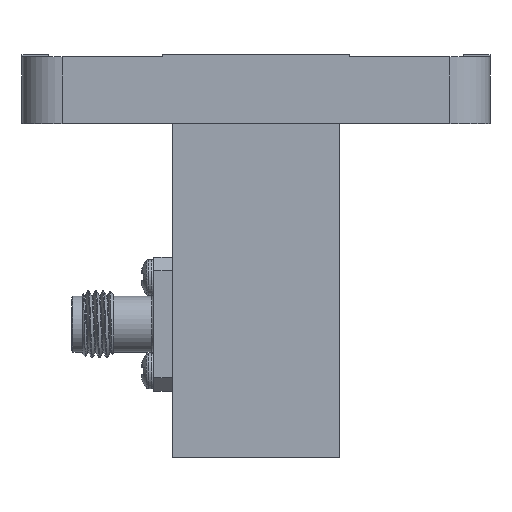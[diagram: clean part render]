
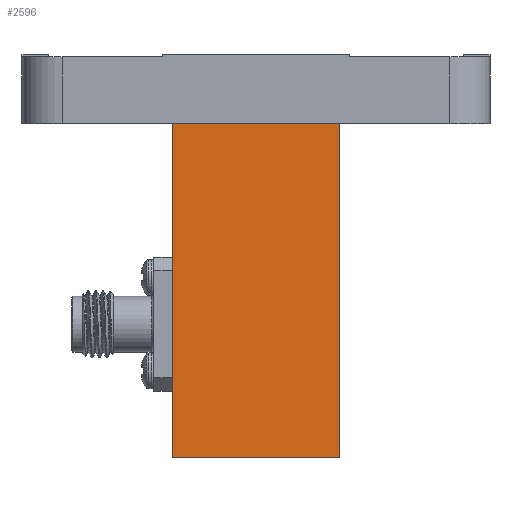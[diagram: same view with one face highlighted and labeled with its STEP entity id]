
A CAD part, left-side view. The second image highlights one B-rep face of the part: STEP entity #2596.
In plain terms, the highlighted planar face has unit normal (-1, 0, 0).
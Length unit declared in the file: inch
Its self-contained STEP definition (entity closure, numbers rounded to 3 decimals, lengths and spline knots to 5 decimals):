
#136 = LINE ( 'NONE', #10000, #5584 ) ;
#513 = EDGE_CURVE ( 'NONE', #9295, #5099, #5103, .T. ) ;
#1352 = DIRECTION ( 'NONE',  ( 0., 0., 1. ) ) ;
#1508 = DIRECTION ( 'NONE',  ( -1., 0., 0. ) ) ;
#2395 = DIRECTION ( 'NONE',  ( 0., 0., 1. ) ) ;
#2507 = EDGE_LOOP ( 'NONE', ( #13381, #9525, #14453, #9001 ) ) ;
#2563 = CARTESIAN_POINT ( 'NONE',  ( -0.625, -0.3125, -1.5 ) ) ;
#2596 = ADVANCED_FACE ( 'NONE', ( #13628 ), #14669, .T. ) ;
#4017 = VECTOR ( 'NONE', #2395, 39.37008 ) ;
#4162 = LINE ( 'NONE', #5357, #5387 ) ;
#4700 = EDGE_CURVE ( 'NONE', #5099, #9252, #136, .T. ) ;
#4798 = CARTESIAN_POINT ( 'NONE',  ( -0.625, 0.3125, -1.5 ) ) ;
#5099 = VERTEX_POINT ( 'NONE', #13925 ) ;
#5103 = LINE ( 'NONE', #4798, #4017 ) ;
#5357 = CARTESIAN_POINT ( 'NONE',  ( -0.625, -0.3125, -1.5 ) ) ;
#5387 = VECTOR ( 'NONE', #9070, 39.37008 ) ;
#5584 = VECTOR ( 'NONE', #12240, 39.37008 ) ;
#6113 = EDGE_CURVE ( 'NONE', #7170, #9252, #6192, .T. ) ;
#6192 = LINE ( 'NONE', #12140, #8960 ) ;
#7170 = VERTEX_POINT ( 'NONE', #13022 ) ;
#7691 = CARTESIAN_POINT ( 'NONE',  ( -0.625, 0.3125, -1.5 ) ) ;
#8012 = EDGE_CURVE ( 'NONE', #9295, #7170, #4162, .T. ) ;
#8960 = VECTOR ( 'NONE', #11092, 39.37008 ) ;
#9001 = ORIENTED_EDGE ( 'NONE', *, *, #6113, .T. ) ;
#9070 = DIRECTION ( 'NONE',  ( 0., -1., 0. ) ) ;
#9252 = VERTEX_POINT ( 'NONE', #13861 ) ;
#9295 = VERTEX_POINT ( 'NONE', #7691 ) ;
#9525 = ORIENTED_EDGE ( 'NONE', *, *, #513, .F. ) ;
#10000 = CARTESIAN_POINT ( 'NONE',  ( -0.625, 0., -0.25 ) ) ;
#11092 = DIRECTION ( 'NONE',  ( 0., 0., 1. ) ) ;
#11450 = AXIS2_PLACEMENT_3D ( 'NONE', #2563, #1508, #1352 ) ;
#12140 = CARTESIAN_POINT ( 'NONE',  ( -0.625, -0.3125, -1.5 ) ) ;
#12240 = DIRECTION ( 'NONE',  ( 0., -1., 0. ) ) ;
#13022 = CARTESIAN_POINT ( 'NONE',  ( -0.625, -0.3125, -1.5 ) ) ;
#13381 = ORIENTED_EDGE ( 'NONE', *, *, #4700, .F. ) ;
#13628 = FACE_OUTER_BOUND ( 'NONE', #2507, .T. ) ;
#13861 = CARTESIAN_POINT ( 'NONE',  ( -0.625, -0.3125, -0.25 ) ) ;
#13925 = CARTESIAN_POINT ( 'NONE',  ( -0.625, 0.3125, -0.25 ) ) ;
#14453 = ORIENTED_EDGE ( 'NONE', *, *, #8012, .T. ) ;
#14669 = PLANE ( 'NONE',  #11450 ) ;
